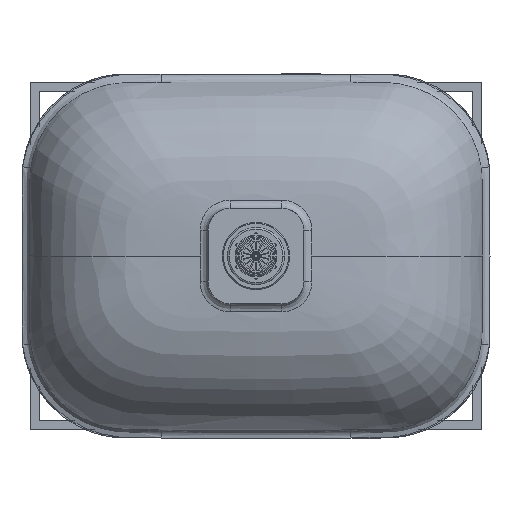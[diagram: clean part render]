
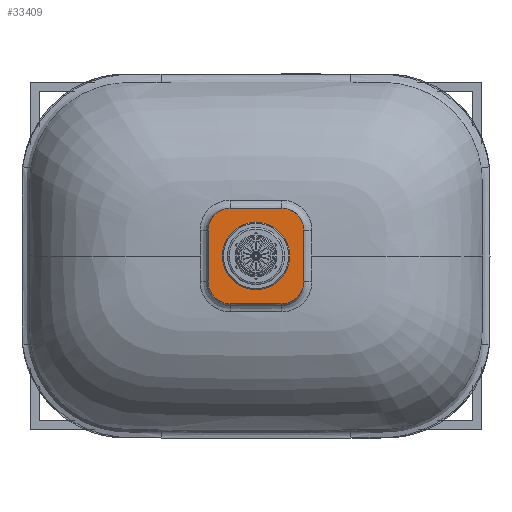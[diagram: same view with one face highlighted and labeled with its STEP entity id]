
A CAD part, front view. The second image highlights one B-rep face of the part: STEP entity #33409.
In plain terms, the highlighted planar face has unit normal (0, -1, 0).
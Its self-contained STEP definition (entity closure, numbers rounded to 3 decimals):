
#530 = EDGE_LOOP ( 'NONE', ( #17896, #12026, #6248, #59078, #3124, #65837, #29978, #55394 ) ) ;
#1294 = DIRECTION ( 'NONE',  ( 0., 1., 0. ) ) ;
#3124 = ORIENTED_EDGE ( 'NONE', *, *, #40023, .F. ) ;
#3884 = CARTESIAN_POINT ( 'NONE',  ( 30., -148., 30. ) ) ;
#4156 = CARTESIAN_POINT ( 'NONE',  ( -30., -148., 55. ) ) ;
#4999 = CARTESIAN_POINT ( 'NONE',  ( 30., -148., 55. ) ) ;
#5713 = CARTESIAN_POINT ( 'NONE',  ( 0., -148., 0. ) ) ;
#6248 = ORIENTED_EDGE ( 'NONE', *, *, #13757, .F. ) ;
#6284 = VERTEX_POINT ( 'NONE', #55576 ) ;
#6449 = LINE ( 'NONE', #18445, #48060 ) ;
#7174 = VECTOR ( 'NONE', #24414, 1000. ) ;
#9151 = DIRECTION ( 'NONE',  ( 0., 0., -1. ) ) ;
#9324 = PLANE ( 'NONE',  #31310 ) ;
#10138 = EDGE_CURVE ( 'NONE', #67619, #42350, #27125, .T. ) ;
#10278 = ORIENTED_EDGE ( 'NONE', *, *, #40279, .T. ) ;
#10946 = DIRECTION ( 'NONE',  ( 0., 0., -1. ) ) ;
#11023 = CARTESIAN_POINT ( 'NONE',  ( -30., -148., 30. ) ) ;
#11106 = VERTEX_POINT ( 'NONE', #18384 ) ;
#12026 = ORIENTED_EDGE ( 'NONE', *, *, #58527, .F. ) ;
#12741 = VECTOR ( 'NONE', #36241, 1000. ) ;
#13095 = VERTEX_POINT ( 'NONE', #40503 ) ;
#13757 = EDGE_CURVE ( 'NONE', #13095, #17695, #29497, .T. ) ;
#14561 = DIRECTION ( 'NONE',  ( 0., -1., 0. ) ) ;
#16291 = DIRECTION ( 'NONE',  ( 0., 0., -1. ) ) ;
#17695 = VERTEX_POINT ( 'NONE', #4156 ) ;
#17896 = ORIENTED_EDGE ( 'NONE', *, *, #53068, .F. ) ;
#18384 = CARTESIAN_POINT ( 'NONE',  ( 30., -148., 55. ) ) ;
#18445 = CARTESIAN_POINT ( 'NONE',  ( 55., -148., 30. ) ) ;
#22516 = VERTEX_POINT ( 'NONE', #54023 ) ;
#23582 = EDGE_CURVE ( 'NONE', #6284, #13095, #31639, .T. ) ;
#23852 = EDGE_CURVE ( 'NONE', #49448, #22516, #28382, .T. ) ;
#24161 = EDGE_LOOP ( 'NONE', ( #35069, #10278 ) ) ;
#24227 = VERTEX_POINT ( 'NONE', #62358 ) ;
#24414 = DIRECTION ( 'NONE',  ( 0., 0., 1. ) ) ;
#25524 = DIRECTION ( 'NONE',  ( 0., 1., 0. ) ) ;
#26024 = CARTESIAN_POINT ( 'NONE',  ( -30., -148., -30. ) ) ;
#27125 = CIRCLE ( 'NONE', #52839, 38.713 ) ;
#28002 = AXIS2_PLACEMENT_3D ( 'NONE', #11023, #47520, #16291 ) ;
#28382 = CIRCLE ( 'NONE', #41715, 25. ) ;
#29497 = CIRCLE ( 'NONE', #28002, 25. ) ;
#29978 = ORIENTED_EDGE ( 'NONE', *, *, #23852, .F. ) ;
#30025 = CIRCLE ( 'NONE', #60290, 25. ) ;
#31106 = CARTESIAN_POINT ( 'NONE',  ( 0., -148., -38.713 ) ) ;
#31257 = DIRECTION ( 'NONE',  ( 0., 0., -1. ) ) ;
#31310 = AXIS2_PLACEMENT_3D ( 'NONE', #45811, #14561, #51016 ) ;
#31361 = AXIS2_PLACEMENT_3D ( 'NONE', #26024, #62430, #31257 ) ;
#31639 = LINE ( 'NONE', #35341, #7174 ) ;
#32535 = CARTESIAN_POINT ( 'NONE',  ( 0., -148., 0. ) ) ;
#33409 = ADVANCED_FACE ( 'NONE', ( #57314, #43508 ), #9324, .T. ) ;
#35069 = ORIENTED_EDGE ( 'NONE', *, *, #10138, .T. ) ;
#35221 = CIRCLE ( 'NONE', #31361, 25. ) ;
#35341 = CARTESIAN_POINT ( 'NONE',  ( -55., -148., 30. ) ) ;
#36241 = DIRECTION ( 'NONE',  ( 1., 0., 0. ) ) ;
#36577 = EDGE_CURVE ( 'NONE', #22516, #43133, #52367, .T. ) ;
#37025 = CARTESIAN_POINT ( 'NONE',  ( 30., -148., -55. ) ) ;
#37777 = DIRECTION ( 'NONE',  ( 0., 0., -1. ) ) ;
#39626 = CARTESIAN_POINT ( 'NONE',  ( 55., -148., -30. ) ) ;
#40023 = EDGE_CURVE ( 'NONE', #43133, #6284, #35221, .T. ) ;
#40279 = EDGE_CURVE ( 'NONE', #42350, #67619, #45827, .T. ) ;
#40367 = DIRECTION ( 'NONE',  ( 0., 1., 0. ) ) ;
#40503 = CARTESIAN_POINT ( 'NONE',  ( -55., -148., 30. ) ) ;
#41419 = CARTESIAN_POINT ( 'NONE',  ( -30., -148., -55. ) ) ;
#41715 = AXIS2_PLACEMENT_3D ( 'NONE', #56698, #25524, #61935 ) ;
#42200 = DIRECTION ( 'NONE',  ( 0., 1., 0. ) ) ;
#42350 = VERTEX_POINT ( 'NONE', #31106 ) ;
#43133 = VERTEX_POINT ( 'NONE', #41419 ) ;
#43508 = FACE_OUTER_BOUND ( 'NONE', #530, .T. ) ;
#45811 = CARTESIAN_POINT ( 'NONE',  ( 30., -148., 30. ) ) ;
#45827 = CIRCLE ( 'NONE', #62768, 38.713 ) ;
#47520 = DIRECTION ( 'NONE',  ( 0., 1., 0. ) ) ;
#48060 = VECTOR ( 'NONE', #49672, 1000. ) ;
#49088 = EDGE_CURVE ( 'NONE', #24227, #49448, #6449, .T. ) ;
#49448 = VERTEX_POINT ( 'NONE', #39626 ) ;
#49672 = DIRECTION ( 'NONE',  ( 0., 0., -1. ) ) ;
#51016 = DIRECTION ( 'NONE',  ( 0., 0., -1. ) ) ;
#52367 = LINE ( 'NONE', #37025, #66220 ) ;
#52725 = DIRECTION ( 'NONE',  ( -1., 0., 0. ) ) ;
#52839 = AXIS2_PLACEMENT_3D ( 'NONE', #32535, #1294, #37777 ) ;
#53068 = EDGE_CURVE ( 'NONE', #11106, #24227, #30025, .T. ) ;
#54023 = CARTESIAN_POINT ( 'NONE',  ( 30., -148., -55. ) ) ;
#55394 = ORIENTED_EDGE ( 'NONE', *, *, #49088, .F. ) ;
#55444 = CARTESIAN_POINT ( 'NONE',  ( 0., -148., 38.713 ) ) ;
#55576 = CARTESIAN_POINT ( 'NONE',  ( -55., -148., -30. ) ) ;
#56698 = CARTESIAN_POINT ( 'NONE',  ( 30., -148., -30. ) ) ;
#57314 = FACE_BOUND ( 'NONE', #24161, .T. ) ;
#58527 = EDGE_CURVE ( 'NONE', #17695, #11106, #66527, .T. ) ;
#59078 = ORIENTED_EDGE ( 'NONE', *, *, #23582, .F. ) ;
#60290 = AXIS2_PLACEMENT_3D ( 'NONE', #3884, #40367, #9151 ) ;
#61935 = DIRECTION ( 'NONE',  ( 0., 0., -1. ) ) ;
#62358 = CARTESIAN_POINT ( 'NONE',  ( 55., -148., 30. ) ) ;
#62430 = DIRECTION ( 'NONE',  ( 0., 1., 0. ) ) ;
#62768 = AXIS2_PLACEMENT_3D ( 'NONE', #5713, #42200, #10946 ) ;
#65837 = ORIENTED_EDGE ( 'NONE', *, *, #36577, .F. ) ;
#66220 = VECTOR ( 'NONE', #52725, 1000. ) ;
#66527 = LINE ( 'NONE', #4999, #12741 ) ;
#67619 = VERTEX_POINT ( 'NONE', #55444 ) ;
